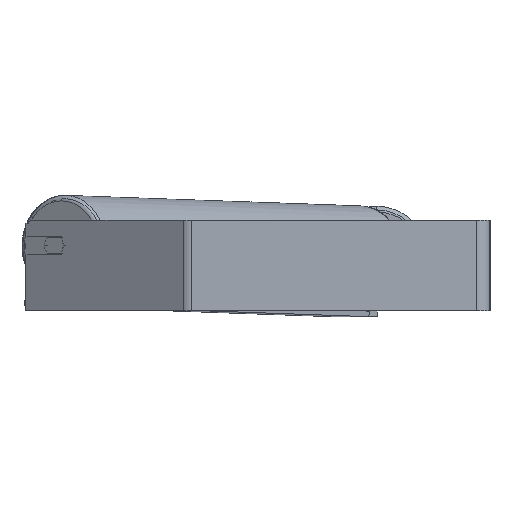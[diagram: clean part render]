
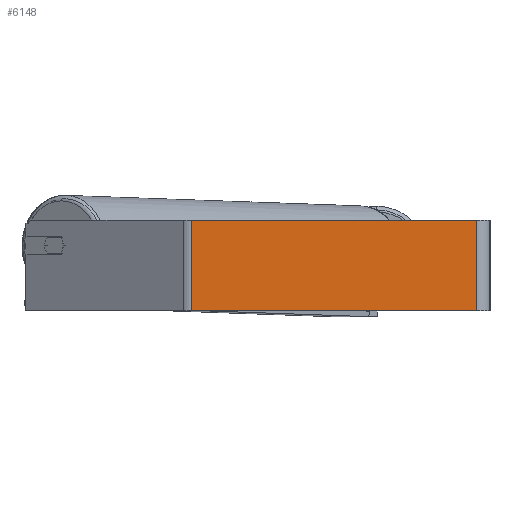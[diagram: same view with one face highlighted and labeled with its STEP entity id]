
A CAD part, left-side view. The second image highlights one B-rep face of the part: STEP entity #6148.
In plain terms, the highlighted planar face has unit normal (-1, 0, 0).
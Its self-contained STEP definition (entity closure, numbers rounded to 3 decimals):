
#305 = CARTESIAN_POINT ( 'NONE',  ( -745., 264.088, 40. ) ) ;
#615 = VERTEX_POINT ( 'NONE', #8306 ) ;
#1306 = PLANE ( 'NONE',  #7042 ) ;
#1479 = DIRECTION ( 'NONE',  ( 0., 0., -1. ) ) ;
#1904 = LINE ( 'NONE', #1951, #9059 ) ;
#1951 = CARTESIAN_POINT ( 'NONE',  ( -745., 267.872, -40. ) ) ;
#2165 = VECTOR ( 'NONE', #8004, 1000. ) ;
#2187 = LINE ( 'NONE', #2232, #4285 ) ;
#2232 = CARTESIAN_POINT ( 'NONE',  ( -745., 264.088, 40. ) ) ;
#2534 = LINE ( 'NONE', #3238, #7910 ) ;
#2709 = CARTESIAN_POINT ( 'NONE',  ( -745., 264.088, -40. ) ) ;
#2744 = ORIENTED_EDGE ( 'NONE', *, *, #4913, .F. ) ;
#2874 = FACE_OUTER_BOUND ( 'NONE', #8534, .T. ) ;
#3238 = CARTESIAN_POINT ( 'NONE',  ( -745., 267.872, 40. ) ) ;
#3665 = ORIENTED_EDGE ( 'NONE', *, *, #4410, .T. ) ;
#3677 = VERTEX_POINT ( 'NONE', #2709 ) ;
#3786 = LINE ( 'NONE', #7297, #2165 ) ;
#4132 = CARTESIAN_POINT ( 'NONE',  ( -745., 12., 40. ) ) ;
#4133 = ORIENTED_EDGE ( 'NONE', *, *, #4198, .F. ) ;
#4198 = EDGE_CURVE ( 'NONE', #5935, #4772, #2534, .T. ) ;
#4285 = VECTOR ( 'NONE', #1479, 1000. ) ;
#4410 = EDGE_CURVE ( 'NONE', #5935, #3677, #2187, .T. ) ;
#4772 = VERTEX_POINT ( 'NONE', #4132 ) ;
#4803 = DIRECTION ( 'NONE',  ( 0., -1., 0. ) ) ;
#4913 = EDGE_CURVE ( 'NONE', #4772, #615, #3786, .T. ) ;
#4985 = ORIENTED_EDGE ( 'NONE', *, *, #9194, .T. ) ;
#5060 = DIRECTION ( 'NONE',  ( 1., 0., 0. ) ) ;
#5935 = VERTEX_POINT ( 'NONE', #305 ) ;
#6131 = DIRECTION ( 'NONE',  ( 0., -1., 0. ) ) ;
#6148 = ADVANCED_FACE ( 'NONE', ( #2874 ), #1306, .F. ) ;
#7042 = AXIS2_PLACEMENT_3D ( 'NONE', #8655, #5060, #8567 ) ;
#7297 = CARTESIAN_POINT ( 'NONE',  ( -745., 12., 40. ) ) ;
#7910 = VECTOR ( 'NONE', #6131, 1000. ) ;
#8004 = DIRECTION ( 'NONE',  ( 0., 0., -1. ) ) ;
#8306 = CARTESIAN_POINT ( 'NONE',  ( -745., 12., -40. ) ) ;
#8534 = EDGE_LOOP ( 'NONE', ( #4985, #2744, #4133, #3665 ) ) ;
#8567 = DIRECTION ( 'NONE',  ( 0., 0., -1. ) ) ;
#8655 = CARTESIAN_POINT ( 'NONE',  ( -745., 267.872, 40. ) ) ;
#9059 = VECTOR ( 'NONE', #4803, 1000. ) ;
#9194 = EDGE_CURVE ( 'NONE', #3677, #615, #1904, .T. ) ;
